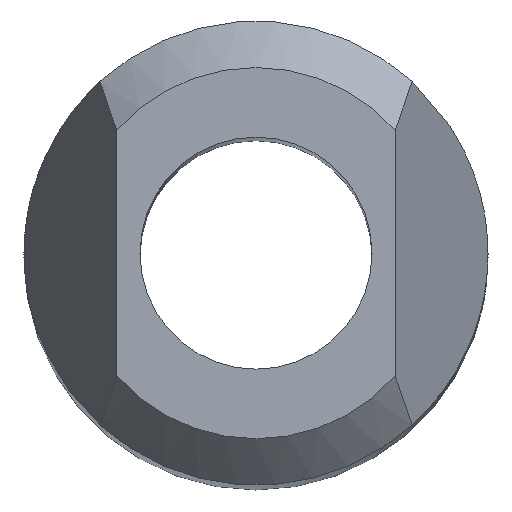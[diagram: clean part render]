
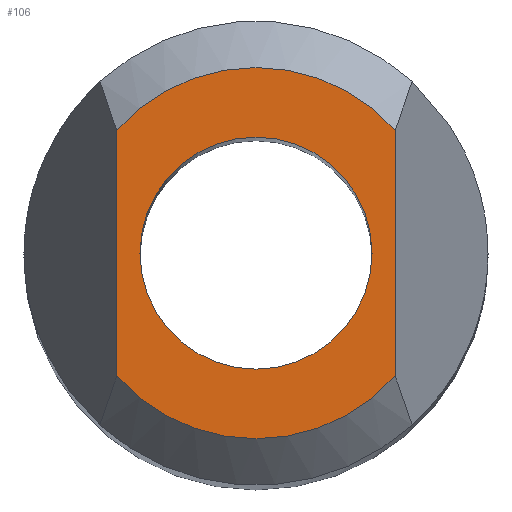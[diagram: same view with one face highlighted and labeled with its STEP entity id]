
A CAD part, top view. The second image highlights one B-rep face of the part: STEP entity #106.
In plain terms, the highlighted planar face has unit normal (0, 0, 1).
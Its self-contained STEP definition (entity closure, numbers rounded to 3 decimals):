
#36=PLANE('',#365);
#57=FACE_BOUND('',#150,.T.);
#58=FACE_BOUND('',#151,.T.);
#87=LINE('',#557,#97);
#88=LINE('',#558,#98);
#97=VECTOR('',#433,1.);
#98=VECTOR('',#434,1.);
#106=ADVANCED_FACE('',(#57,#58),#36,.T.);
#150=EDGE_LOOP('',(#209));
#151=EDGE_LOOP('',(#210,#211,#212,#213));
#209=ORIENTED_EDGE('',*,*,#310,.F.);
#210=ORIENTED_EDGE('',*,*,#293,.T.);
#211=ORIENTED_EDGE('',*,*,#311,.T.);
#212=ORIENTED_EDGE('',*,*,#295,.T.);
#213=ORIENTED_EDGE('',*,*,#312,.T.);
#264=VERTEX_POINT('',#511);
#265=VERTEX_POINT('',#513);
#266=VERTEX_POINT('',#520);
#267=VERTEX_POINT('',#521);
#279=VERTEX_POINT('',#556);
#293=EDGE_CURVE('',#265,#264,#329,.T.);
#295=EDGE_CURVE('',#266,#267,#330,.T.);
#310=EDGE_CURVE('',#279,#279,#337,.T.);
#311=EDGE_CURVE('',#264,#266,#87,.T.);
#312=EDGE_CURVE('',#267,#265,#88,.T.);
#329=CIRCLE('',#351,8.);
#330=CIRCLE('',#353,8.);
#337=CIRCLE('',#364,5.);
#351=AXIS2_PLACEMENT_3D('',#512,#401,#402);
#353=AXIS2_PLACEMENT_3D('',#519,#405,#406);
#364=AXIS2_PLACEMENT_3D('',#555,#431,#432);
#365=AXIS2_PLACEMENT_3D('',#559,#435,#436);
#401=DIRECTION('',(0.,0.,1.));
#402=DIRECTION('',(1.,0.,0.));
#405=DIRECTION('',(0.,0.,1.));
#406=DIRECTION('',(1.,0.,0.));
#431=DIRECTION('',(0.,0.,1.));
#432=DIRECTION('',(1.,0.,0.));
#433=DIRECTION('',(0.,1.,0.));
#434=DIRECTION('',(0.,-1.,0.));
#435=DIRECTION('',(0.,0.,1.));
#436=DIRECTION('',(1.,0.,0.));
#511=CARTESIAN_POINT('',(6.,-5.292,0.));
#512=CARTESIAN_POINT('',(0.,0.,0.));
#513=CARTESIAN_POINT('',(-6.,-5.292,0.));
#519=CARTESIAN_POINT('',(0.,0.,0.));
#520=CARTESIAN_POINT('',(6.,5.292,0.));
#521=CARTESIAN_POINT('',(-6.,5.292,0.));
#555=CARTESIAN_POINT('',(0.,0.,0.));
#556=CARTESIAN_POINT('',(5.,0.,0.));
#557=CARTESIAN_POINT('',(6.,5.,0.));
#558=CARTESIAN_POINT('',(-6.,5.,0.));
#559=CARTESIAN_POINT('',(0.,5.,0.));
